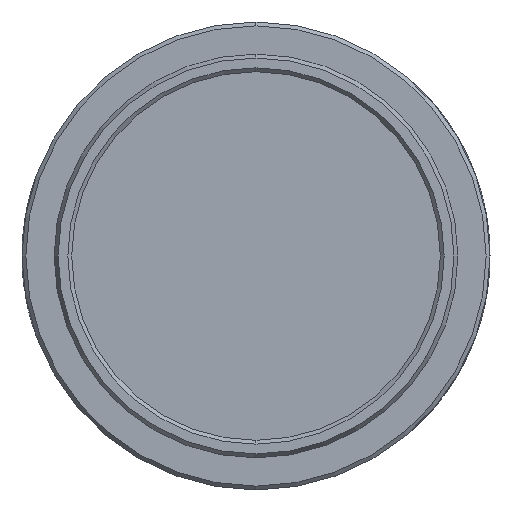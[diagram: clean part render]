
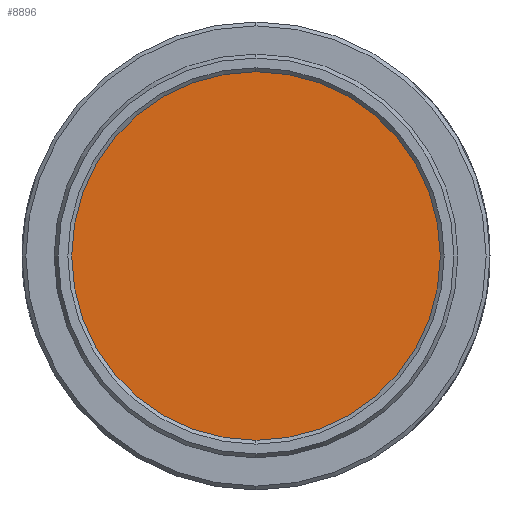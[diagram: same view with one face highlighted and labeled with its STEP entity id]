
A CAD part, left-side view. The second image highlights one B-rep face of the part: STEP entity #8896.
In plain terms, the highlighted planar face has unit normal (-1, 0, 0).
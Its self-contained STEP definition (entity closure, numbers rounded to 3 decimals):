
#218 = AXIS2_PLACEMENT_3D ( 'NONE', #14101, #1630, #2830 ) ;
#850 = EDGE_CURVE ( 'NONE', #3288, #11244, #9471, .T. ) ;
#1387 = CARTESIAN_POINT ( 'NONE',  ( -7.62, -4.159, -12. ) ) ;
#1566 = EDGE_CURVE ( 'NONE', #11244, #3288, #3540, .T. ) ;
#1630 = DIRECTION ( 'NONE',  ( 1., 0., 0. ) ) ;
#1680 = PLANE ( 'NONE',  #218 ) ;
#2830 = DIRECTION ( 'NONE',  ( 0., -0.327, -0.945 ) ) ;
#3288 = VERTEX_POINT ( 'NONE', #1387 ) ;
#3518 = AXIS2_PLACEMENT_3D ( 'NONE', #12468, #6712, #14702 ) ;
#3540 = CIRCLE ( 'NONE', #3518, 12.7 ) ;
#4191 = FACE_OUTER_BOUND ( 'NONE', #5677, .T. ) ;
#5677 = EDGE_LOOP ( 'NONE', ( #8025, #8601 ) ) ;
#6712 = DIRECTION ( 'NONE',  ( 1., 0., 0. ) ) ;
#7675 = AXIS2_PLACEMENT_3D ( 'NONE', #13400, #12210, #13355 ) ;
#8025 = ORIENTED_EDGE ( 'NONE', *, *, #850, .F. ) ;
#8601 = ORIENTED_EDGE ( 'NONE', *, *, #1566, .F. ) ;
#8896 = ADVANCED_FACE ( 'NONE', ( #4191 ), #1680, .F. ) ;
#9471 = CIRCLE ( 'NONE', #7675, 12.7 ) ;
#11244 = VERTEX_POINT ( 'NONE', #12574 ) ;
#12210 = DIRECTION ( 'NONE',  ( 1., 0., 0. ) ) ;
#12468 = CARTESIAN_POINT ( 'NONE',  ( -7.62, 0., 0. ) ) ;
#12574 = CARTESIAN_POINT ( 'NONE',  ( -7.62, 4.159, 12. ) ) ;
#13355 = DIRECTION ( 'NONE',  ( 0., -0.327, -0.945 ) ) ;
#13400 = CARTESIAN_POINT ( 'NONE',  ( -7.62, 0., 0. ) ) ;
#14101 = CARTESIAN_POINT ( 'NONE',  ( -7.62, 0., 0. ) ) ;
#14702 = DIRECTION ( 'NONE',  ( 0., -0.327, -0.945 ) ) ;
